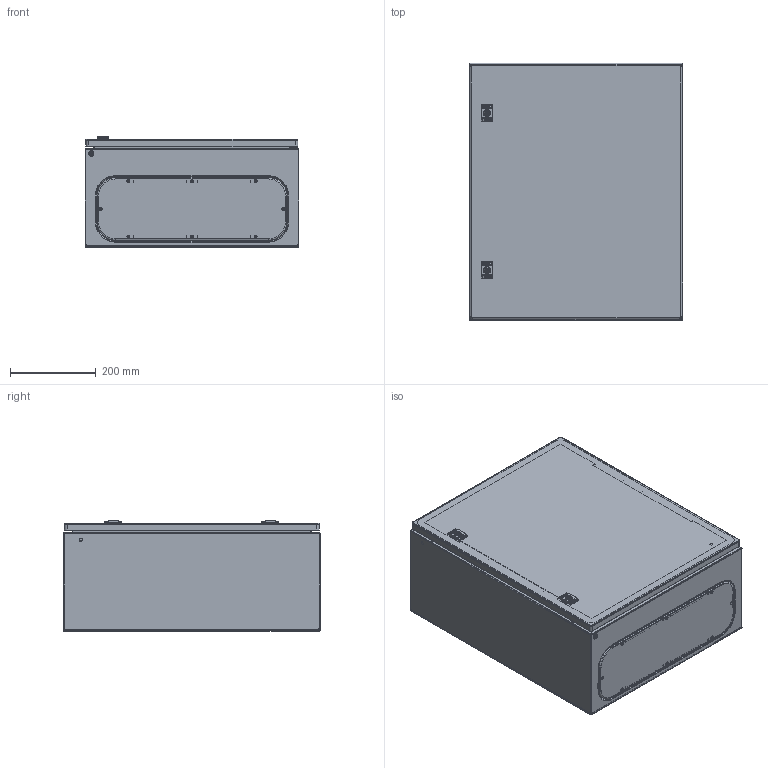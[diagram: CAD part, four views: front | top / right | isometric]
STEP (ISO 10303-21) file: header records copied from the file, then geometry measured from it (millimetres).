
FILE_DESCRIPTION(('STEP AP242'),'1');
FILE_NAME('nsycrn65250.stp','2019-07-29T18:30:23',('TraceParts'),('TraceParts S.A.'),'Spatial InterOp 3D',' ',' ');
FILE_SCHEMA(('AP242_MANAGED_MODEL_BASED_3D_ENGINEERING_MIM_LF {1 0 10303 442 1 1 4}'));
Length unit declared in the file: millimetre
Products named in the file (1): NSYCRN65250_ASM|BODY_CRN65_250#BODY_CRN65_250;BODY_CRN65_250
Bounding box: 500 x 601.2 x 257.31 mm (x, y, z)
Volume: 1738468.6 mm3; surface area: 2572005 mm2
Topology: 7 solids, 19 shells, 3693 faces, 9958 edges, 6295 vertices
Faces by surface type: plane 1461, cylinder 1108, cone 322, extrusion 292, torus 246, bspline 182, sphere 78, revolution 4
Entity records: 131328 total; most frequent: CARTESIAN_POINT 40063, ORIENTED_EDGE 19732, DIRECTION 18100, EDGE_CURVE 9866, AXIS2_PLACEMENT_3D 6333, VERTEX_POINT 6295, VECTOR 5430, LINE 5138
